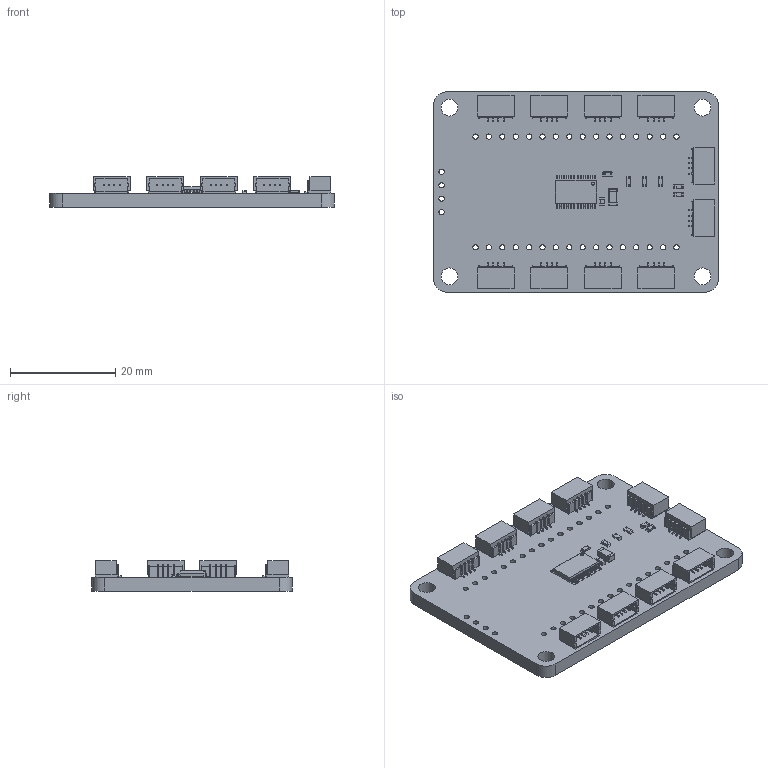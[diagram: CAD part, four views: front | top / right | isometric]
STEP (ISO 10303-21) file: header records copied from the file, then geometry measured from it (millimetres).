
FILE_DESCRIPTION(('KiCad electronic assembly'),'2;1');
FILE_NAME('I2C multiplexer TCA9548A breakout 3D.step', '2025-04-24T10:59:36',('Pcbnew'),('Kicad'), 'Open CASCADE STEP processor 7.8','KiCad to STEP converter','Unknown' );
FILE_SCHEMA(('AUTOMOTIVE_DESIGN { 1 0 10303 214 1 1 1 1 }'));
Length unit declared in the file: millimetre
Products named in the file (12): I2C multiplexer TCA9548A breakout 3D 1; 0603R; User Library-R0603-1; easyC connector; easyC connector v1; TSSOP-24; BQ7791500PWR; 0603C; 06035A910JAT2A; 1206C; GCM31MR71E335KA57L; I2C multiplexer TCA9548A breakout_PCB
Assembly tree (25 placements, depth 3):
  I2C multiplexer TCA9548A breakout 3D 1
    0603R  x6
      User Library-R0603-1
    easyC connector  x10
      easyC connector v1
    TSSOP-24
      BQ7791500PWR
    0603C
      06035A910JAT2A
    1206C
      GCM31MR71E335KA57L
    I2C multiplexer TCA9548A breakout_PCB
Bounding box: 54 x 38 x 5.77 mm (x, y, z)
Volume: 5607.3 mm3; surface area: 7217.9 mm2
Topology: 49 solids, 49 shells, 2137 faces, 5564 edges, 3512 vertices
Faces by surface type: plane 1561, cylinder 476, sphere 64, bspline 36
Full cylindrical faces by diameter (mm): 1 x36, 3.2 x4
Entity records: 22228 total; most frequent: CARTESIAN_POINT 3772, DIRECTION 3566, ORIENTED_EDGE 3444, EDGE_CURVE 1722, LINE 1258, VECTOR 1258, AXIS2_PLACEMENT_3D 1154, VERTEX_POINT 1112
